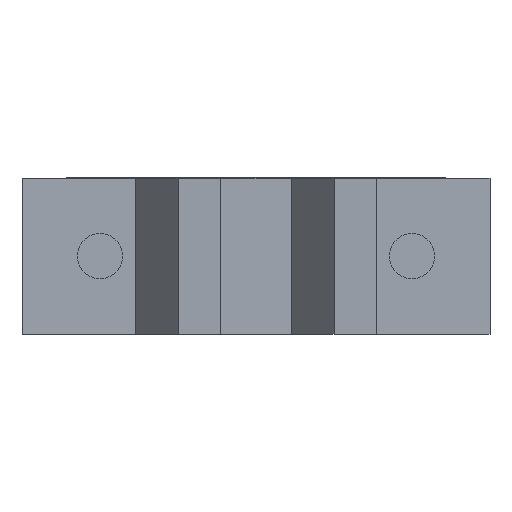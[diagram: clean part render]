
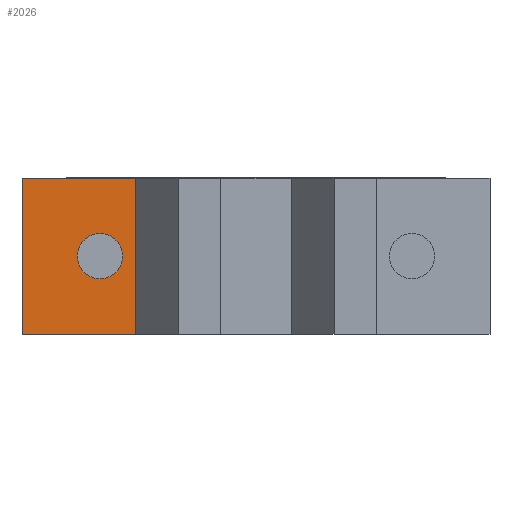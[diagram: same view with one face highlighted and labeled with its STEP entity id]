
A CAD part, front view. The second image highlights one B-rep face of the part: STEP entity #2026.
In plain terms, the highlighted planar face has unit normal (0, -1, 0).
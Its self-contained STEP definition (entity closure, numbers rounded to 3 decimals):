
#163 = VECTOR ( 'NONE', #2399, 1000. ) ;
#174 = VERTEX_POINT ( 'NONE', #2214 ) ;
#183 = EDGE_CURVE ( 'NONE', #1947, #1330, #1189, .T. ) ;
#251 = CARTESIAN_POINT ( 'NONE',  ( 0., 0., 2.54 ) ) ;
#471 = ORIENTED_EDGE ( 'NONE', *, *, #1109, .F. ) ;
#591 = ORIENTED_EDGE ( 'NONE', *, *, #870, .F. ) ;
#794 = VECTOR ( 'NONE', #2002, 1000. ) ;
#870 = EDGE_CURVE ( 'NONE', #3363, #174, #2451, .T. ) ;
#874 = LINE ( 'NONE', #1084, #163 ) ;
#889 = CARTESIAN_POINT ( 'NONE',  ( 0., 0., 2.54 ) ) ;
#921 = AXIS2_PLACEMENT_3D ( 'NONE', #251, #2350, #2090 ) ;
#976 = CARTESIAN_POINT ( 'NONE',  ( 0., 0., 0. ) ) ;
#1017 = EDGE_CURVE ( 'NONE', #1330, #2014, #874, .T. ) ;
#1068 = AXIS2_PLACEMENT_3D ( 'NONE', #1975, #1993, #2512 ) ;
#1084 = CARTESIAN_POINT ( 'NONE',  ( 0., 0., 0. ) ) ;
#1109 = EDGE_CURVE ( 'NONE', #1947, #2628, #1117, .T. ) ;
#1117 = LINE ( 'NONE', #2485, #2487 ) ;
#1178 = DIRECTION ( 'NONE',  ( 0., 0., -1. ) ) ;
#1189 = LINE ( 'NONE', #889, #1813 ) ;
#1250 = EDGE_LOOP ( 'NONE', ( #3078, #591 ) ) ;
#1309 = EDGE_CURVE ( 'NONE', #2628, #2014, #2190, .T. ) ;
#1330 = VERTEX_POINT ( 'NONE', #976 ) ;
#1349 = CARTESIAN_POINT ( 'NONE',  ( 1.27, 0., 0.902 ) ) ;
#1685 = DIRECTION ( 'NONE',  ( 1., 0., 0. ) ) ;
#1692 = DIRECTION ( 'NONE',  ( 0., -1., 0. ) ) ;
#1770 = CARTESIAN_POINT ( 'NONE',  ( 1.84, 0., 2.54 ) ) ;
#1772 = EDGE_CURVE ( 'NONE', #174, #3363, #2366, .T. ) ;
#1813 = VECTOR ( 'NONE', #1178, 1000. ) ;
#1846 = PLANE ( 'NONE',  #921 ) ;
#1847 = EDGE_LOOP ( 'NONE', ( #2581, #2419, #471, #3390 ) ) ;
#1947 = VERTEX_POINT ( 'NONE', #2864 ) ;
#1975 = CARTESIAN_POINT ( 'NONE',  ( 1.27, 0., 1.27 ) ) ;
#1988 = DIRECTION ( 'NONE',  ( 0., 0., 1. ) ) ;
#1993 = DIRECTION ( 'NONE',  ( 0., -1., 0. ) ) ;
#2002 = DIRECTION ( 'NONE',  ( 0., 0., -1. ) ) ;
#2014 = VERTEX_POINT ( 'NONE', #2631 ) ;
#2026 = ADVANCED_FACE ( 'NONE', ( #2752, #2501 ), #1846, .F. ) ;
#2090 = DIRECTION ( 'NONE',  ( 0., 0., 1. ) ) ;
#2190 = LINE ( 'NONE', #1770, #794 ) ;
#2214 = CARTESIAN_POINT ( 'NONE',  ( 1.27, 0., 1.639 ) ) ;
#2350 = DIRECTION ( 'NONE',  ( 0., 1., 0. ) ) ;
#2366 = CIRCLE ( 'NONE', #3096, 0.368 ) ;
#2399 = DIRECTION ( 'NONE',  ( 1., 0., 0. ) ) ;
#2419 = ORIENTED_EDGE ( 'NONE', *, *, #1309, .F. ) ;
#2451 = CIRCLE ( 'NONE', #1068, 0.368 ) ;
#2485 = CARTESIAN_POINT ( 'NONE',  ( 0., 0., 2.54 ) ) ;
#2487 = VECTOR ( 'NONE', #1685, 1000. ) ;
#2501 = FACE_BOUND ( 'NONE', #1250, .T. ) ;
#2512 = DIRECTION ( 'NONE',  ( 0., 0., 1. ) ) ;
#2524 = CARTESIAN_POINT ( 'NONE',  ( 1.27, 0., 1.27 ) ) ;
#2581 = ORIENTED_EDGE ( 'NONE', *, *, #1017, .T. ) ;
#2628 = VERTEX_POINT ( 'NONE', #3450 ) ;
#2631 = CARTESIAN_POINT ( 'NONE',  ( 1.84, 0., 0. ) ) ;
#2752 = FACE_OUTER_BOUND ( 'NONE', #1847, .T. ) ;
#2864 = CARTESIAN_POINT ( 'NONE',  ( 0., 0., 2.54 ) ) ;
#3078 = ORIENTED_EDGE ( 'NONE', *, *, #1772, .F. ) ;
#3096 = AXIS2_PLACEMENT_3D ( 'NONE', #2524, #1692, #1988 ) ;
#3363 = VERTEX_POINT ( 'NONE', #1349 ) ;
#3390 = ORIENTED_EDGE ( 'NONE', *, *, #183, .T. ) ;
#3450 = CARTESIAN_POINT ( 'NONE',  ( 1.84, 0., 2.54 ) ) ;
